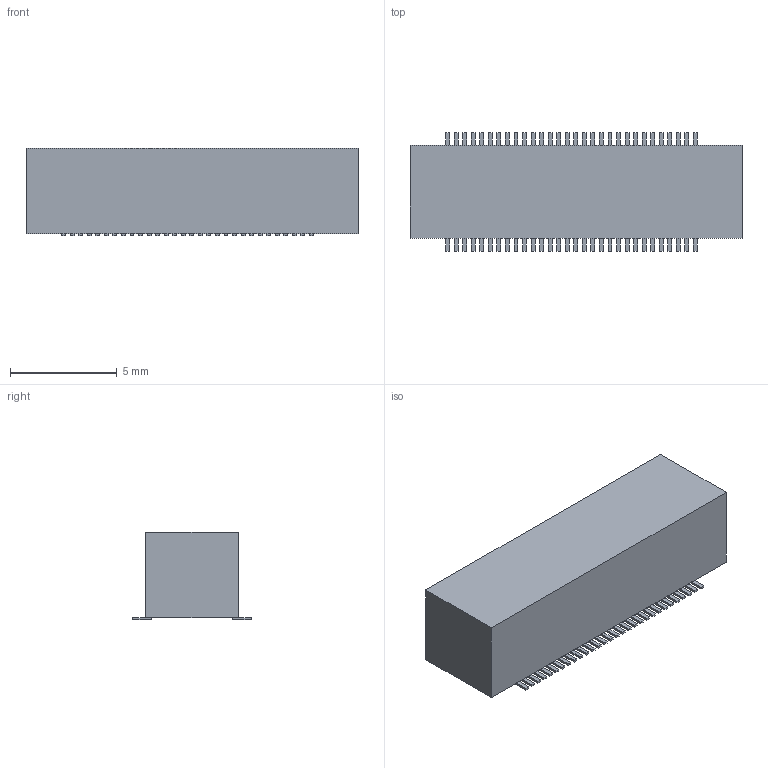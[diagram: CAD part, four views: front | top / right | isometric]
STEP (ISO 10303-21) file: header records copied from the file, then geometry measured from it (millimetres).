
FILE_DESCRIPTION(('FreeCAD Model'),'2;1');
FILE_NAME('474877.6.4.stp','2020-04-30T13:17:09',( 'Author'),(''),'Open CASCADE STEP processor 6.9','FreeCAD','Unknown' );
FILE_SCHEMA(('AUTOMOTIVE_DESIGN { 1 0 10303 214 1 1 1 1 }'));
Length unit declared in the file: millimetre
Products named in the file (3): ASSEMBLY; Body; Pins
Assembly tree (2 placements, depth 2):
  ASSEMBLY
    Body
    Pins
Bounding box: 15.54 x 5.55 x 4.1 mm (x, y, z)
Volume: 271.4 mm3; surface area: 326.7 mm2
Topology: 61 solids, 61 shells, 366 faces, 732 edges, 488 vertices
Faces by surface type: plane 366
Entity records: 19271 total; most frequent: CARTESIAN_POINT 3053, DIRECTION 2934, LINE 2196, VECTOR 2196, ORIENTED_EDGE 1464, PCURVE 1464, DEFINITIONAL_REPRESENTATION 1464, EDGE_CURVE 732
